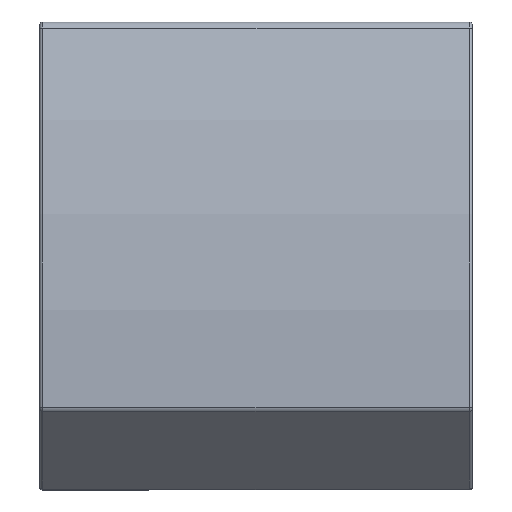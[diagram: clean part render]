
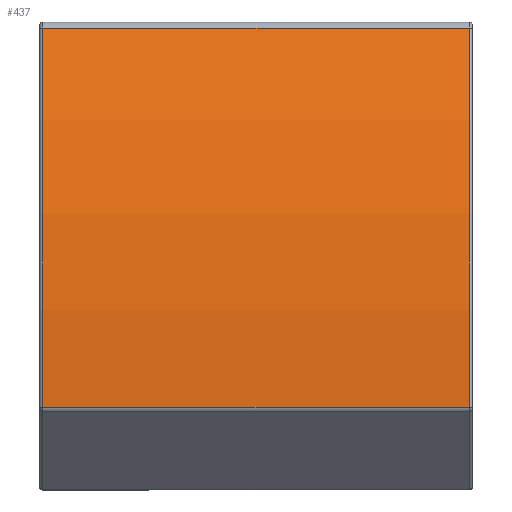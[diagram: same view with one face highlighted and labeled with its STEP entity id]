
A CAD part, top view. The second image highlights one B-rep face of the part: STEP entity #437.
In plain terms, the highlighted cylindrical face has radius 450 mm (diameter 900 mm), a partial arc.
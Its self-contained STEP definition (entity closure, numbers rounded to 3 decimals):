
#126 = DIRECTION ( 'NONE',  ( -1., 0., 0. ) ) ;
#291 = LINE ( 'NONE', #1726, #516 ) ;
#430 = LINE ( 'NONE', #1815, #2543 ) ;
#437 = ADVANCED_FACE ( 'NONE', ( #2101 ), #1128, .T. ) ;
#516 = VECTOR ( 'NONE', #4517, 1000. ) ;
#547 = DIRECTION ( 'NONE',  ( 0., 1., 0. ) ) ;
#761 = CIRCLE ( 'NONE', #1941, 450. ) ;
#961 = CARTESIAN_POINT ( 'NONE',  ( -103., -76.06, -10.501 ) ) ;
#981 = ORIENTED_EDGE ( 'NONE', *, *, #4500, .F. ) ;
#1035 = CARTESIAN_POINT ( 'NONE',  ( 103., -76.06, -10.501 ) ) ;
#1128 = CYLINDRICAL_SURFACE ( 'NONE', #3844, 450. ) ;
#1213 = CARTESIAN_POINT ( 'NONE',  ( -104.5, -67.014, -460.41 ) ) ;
#1317 = DIRECTION ( 'NONE',  ( 0., -1., 0. ) ) ;
#1361 = ORIENTED_EDGE ( 'NONE', *, *, #2792, .T. ) ;
#1726 = CARTESIAN_POINT ( 'NONE',  ( -104.5, -76.06, -10.501 ) ) ;
#1774 = DIRECTION ( 'NONE',  ( 0., 0., -1. ) ) ;
#1815 = CARTESIAN_POINT ( 'NONE',  ( -104.5, 106.933, -45.389 ) ) ;
#1941 = AXIS2_PLACEMENT_3D ( 'NONE', #2076, #4447, #1317 ) ;
#2076 = CARTESIAN_POINT ( 'NONE',  ( -103., -67.014, -460.41 ) ) ;
#2101 = FACE_OUTER_BOUND ( 'NONE', #2269, .T. ) ;
#2107 = ORIENTED_EDGE ( 'NONE', *, *, #2607, .T. ) ;
#2145 = DIRECTION ( 'NONE',  ( 1., 0., 0. ) ) ;
#2155 = VERTEX_POINT ( 'NONE', #2540 ) ;
#2269 = EDGE_LOOP ( 'NONE', ( #1361, #2107, #981, #4495 ) ) ;
#2352 = CIRCLE ( 'NONE', #3083, 450. ) ;
#2540 = CARTESIAN_POINT ( 'NONE',  ( 103., 106.933, -45.389 ) ) ;
#2543 = VECTOR ( 'NONE', #4266, 1000. ) ;
#2607 = EDGE_CURVE ( 'NONE', #4376, #2155, #2352, .T. ) ;
#2627 = VERTEX_POINT ( 'NONE', #4404 ) ;
#2659 = CARTESIAN_POINT ( 'NONE',  ( 103., -67.014, -460.41 ) ) ;
#2792 = EDGE_CURVE ( 'NONE', #3068, #4376, #291, .T. ) ;
#3068 = VERTEX_POINT ( 'NONE', #961 ) ;
#3083 = AXIS2_PLACEMENT_3D ( 'NONE', #2659, #126, #547 ) ;
#3844 = AXIS2_PLACEMENT_3D ( 'NONE', #1213, #2145, #1774 ) ;
#3989 = EDGE_CURVE ( 'NONE', #2627, #3068, #761, .T. ) ;
#4266 = DIRECTION ( 'NONE',  ( 1., 0., 0. ) ) ;
#4376 = VERTEX_POINT ( 'NONE', #1035 ) ;
#4404 = CARTESIAN_POINT ( 'NONE',  ( -103., 106.933, -45.389 ) ) ;
#4447 = DIRECTION ( 'NONE',  ( 1., 0., 0. ) ) ;
#4495 = ORIENTED_EDGE ( 'NONE', *, *, #3989, .T. ) ;
#4500 = EDGE_CURVE ( 'NONE', #2627, #2155, #430, .T. ) ;
#4517 = DIRECTION ( 'NONE',  ( 1., 0., 0. ) ) ;
